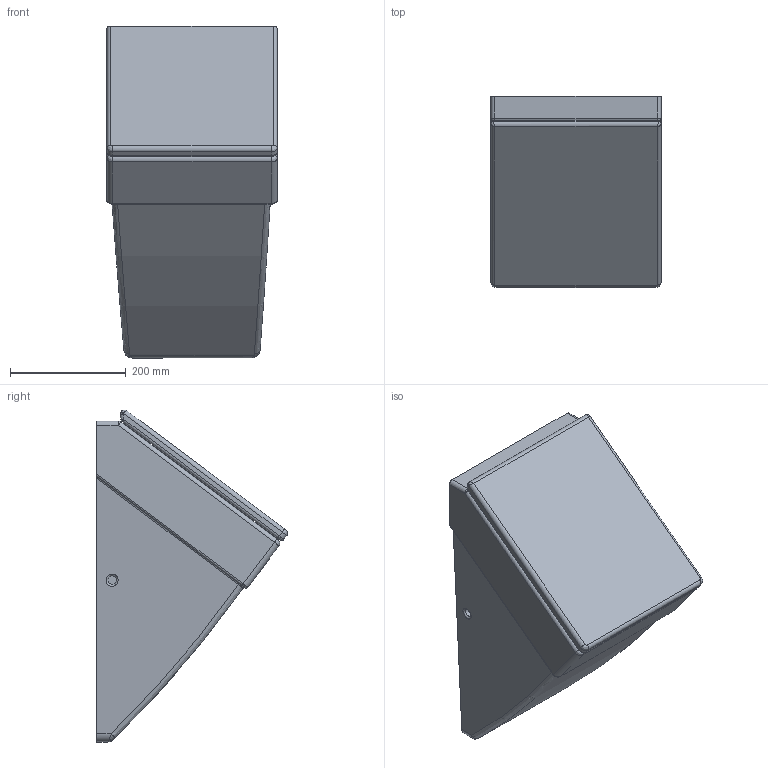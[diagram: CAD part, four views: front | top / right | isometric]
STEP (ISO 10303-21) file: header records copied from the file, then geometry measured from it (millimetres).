
FILE_DESCRIPTION((''),'2;1');
FILE_NAME('280132.stp','2008-12-31T09:33:50',('Huebner'),(''),'Autodesk Inventor 11','Autodesk Inventor 11','');
FILE_SCHEMA(('AUTOMOTIVE_DESIGN { 1 0 10303 214 1 1 1 1 }'));
Length unit declared in the file: millimetre
Products named in the file (3): 280132; 280132_Deckel
Assembly tree (2 placements, depth 2):
  280132
    280132
    280132_Deckel
Bounding box: 295 x 330.39 x 574.4 mm (x, y, z)
Volume: 17656844.1 mm3; surface area: 1014933.4 mm2
Topology: 2 solids, 4 shells, 270 faces, 629 edges, 378 vertices
Faces by surface type: cylinder 105, plane 80, bspline 65, torus 18, sphere 2
Full cylindrical faces by diameter (mm): 10 x2, 14 x4, 15 x4, 26.113 x1, 35 x1, 41.784 x1, 50 x1
Entity records: 12233 total; most frequent: CARTESIAN_POINT 6276, DIRECTION 1231, ORIENTED_EDGE 1206, EDGE_CURVE 603, AXIS2_PLACEMENT_3D 490, VERTEX_POINT 374, EDGE_LOOP 305, FACE_OUTER_BOUND 270
